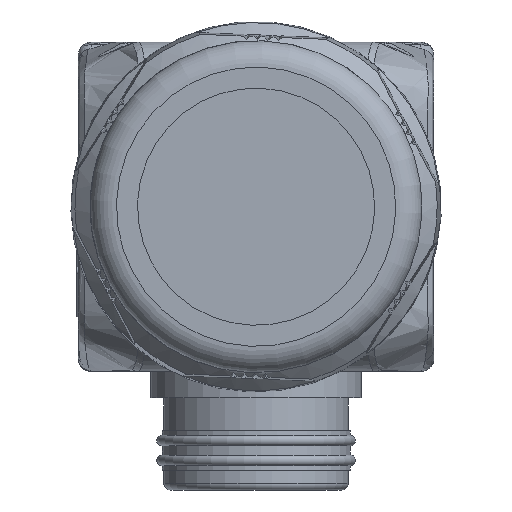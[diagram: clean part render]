
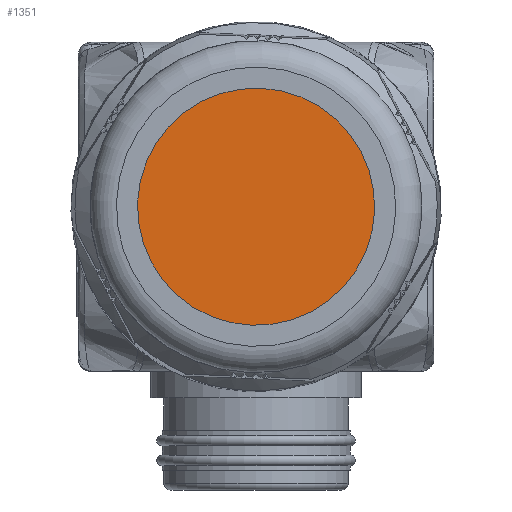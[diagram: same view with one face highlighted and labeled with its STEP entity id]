
A CAD part, front view. The second image highlights one B-rep face of the part: STEP entity #1351.
In plain terms, the highlighted planar face has unit normal (0, -1, 0).
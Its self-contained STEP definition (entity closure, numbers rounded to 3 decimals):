
#556=CIRCLE('',#8471,9.3);
#1351=ADVANCED_FACE('',(#2048),#1773,.T.);
#1773=PLANE('',#8538);
#2048=FACE_OUTER_BOUND('',#2520,.T.);
#2520=EDGE_LOOP('',(#3731));
#3731=ORIENTED_EDGE('',*,*,#6482,.F.);
#5574=VERTEX_POINT('',#12300);
#6482=EDGE_CURVE('',#5574,#5574,#556,.T.);
#8471=AXIS2_PLACEMENT_3D('',#12299,#9571,#9572);
#8538=AXIS2_PLACEMENT_3D('',#12369,#9705,#9706);
#9571=DIRECTION('',(0.,1.,0.));
#9572=DIRECTION('',(0.,0.,-1.));
#9705=DIRECTION('',(0.,-1.,0.));
#9706=DIRECTION('',(0.,0.,-1.));
#12299=CARTESIAN_POINT('',(3.173,-47.591,-4.883));
#12300=CARTESIAN_POINT('',(3.173,-47.591,-14.183));
#12369=CARTESIAN_POINT('',(3.173,-47.591,-4.883));
